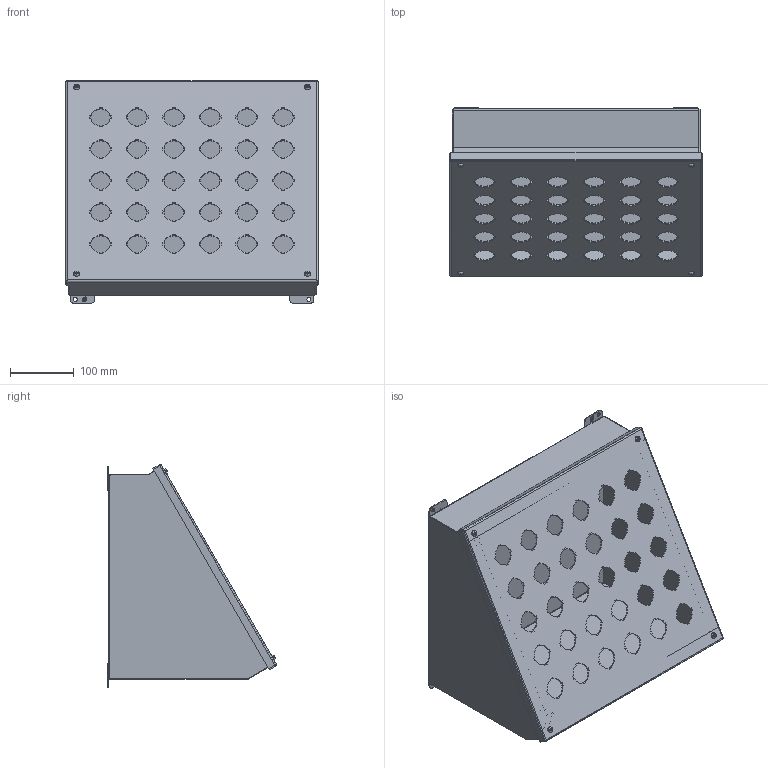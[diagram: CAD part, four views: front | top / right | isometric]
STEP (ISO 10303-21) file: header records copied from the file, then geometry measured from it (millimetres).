
FILE_DESCRIPTION (( 'STEP AP203' ), '1' );
FILE_NAME ('1490K30_Default.step', '2019-11-12T20:30:58', ( '' ), ( '' ), 'SwSTEP 2.0', 'SolidWorks 2019', '' );
FILE_SCHEMA (( 'CONFIG_CONTROL_DESIGN' ));
Length unit declared in the file: inch
Products named in the file (1): 1490K30_Default
Bounding box: 395.27 x 263.73 x 348.35 mm (x, y, z)
Volume: 1079401.5 mm3; surface area: 1129135.4 mm2
Topology: 28 solids, 28 shells, 1189 faces, 3248 edges, 2143 vertices
Faces by surface type: plane 865, cylinder 284, cone 24, bspline 8, torus 8
Entity records: 38017 total; most frequent: CARTESIAN_POINT 7313, ORIENTED_EDGE 6492, DIRECTION 6158, EDGE_CURVE 3246, VECTOR 2502, LINE 2502, VERTEX_POINT 2143, AXIS2_PLACEMENT_3D 1828
